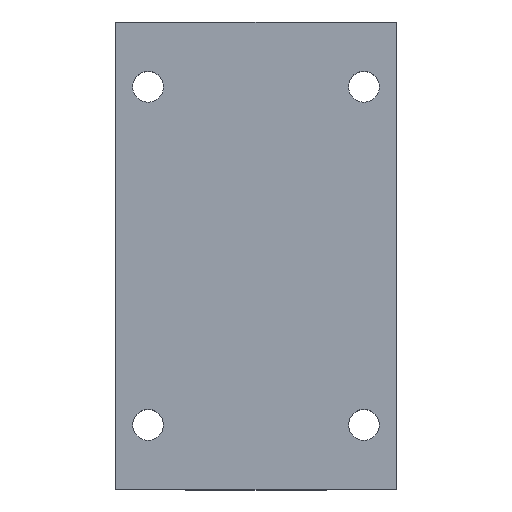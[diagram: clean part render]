
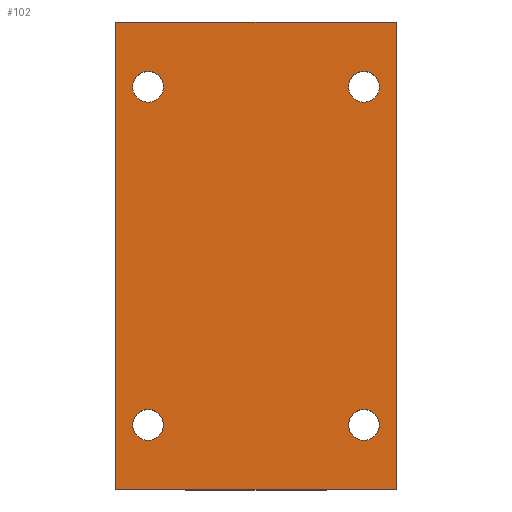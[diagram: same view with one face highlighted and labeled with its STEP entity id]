
A CAD part, top view. The second image highlights one B-rep face of the part: STEP entity #102.
In plain terms, the highlighted planar face has unit normal (0, 0, 1).
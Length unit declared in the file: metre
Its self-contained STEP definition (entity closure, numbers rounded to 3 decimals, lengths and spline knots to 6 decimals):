
#102 = ADVANCED_FACE( '', ( #221, #222, #223, #224, #225 ), #226, .T. );
#221 = FACE_BOUND( '', #352, .T. );
#222 = FACE_BOUND( '', #353, .T. );
#223 = FACE_BOUND( '', #354, .T. );
#224 = FACE_BOUND( '', #355, .T. );
#225 = FACE_OUTER_BOUND( '', #356, .T. );
#226 = PLANE( '', #357 );
#352 = EDGE_LOOP( '', ( #597 ) );
#353 = EDGE_LOOP( '', ( #598 ) );
#354 = EDGE_LOOP( '', ( #599 ) );
#355 = EDGE_LOOP( '', ( #600 ) );
#356 = EDGE_LOOP( '', ( #601, #602, #603, #604 ) );
#357 = AXIS2_PLACEMENT_3D( '', #605, #606, #607 );
#597 = ORIENTED_EDGE( '', *, *, #775, .F. );
#598 = ORIENTED_EDGE( '', *, *, #700, .F. );
#599 = ORIENTED_EDGE( '', *, *, #764, .F. );
#600 = ORIENTED_EDGE( '', *, *, #796, .F. );
#601 = ORIENTED_EDGE( '', *, *, #704, .F. );
#602 = ORIENTED_EDGE( '', *, *, #716, .F. );
#603 = ORIENTED_EDGE( '', *, *, #758, .T. );
#604 = ORIENTED_EDGE( '', *, *, #797, .T. );
#605 = CARTESIAN_POINT( '', ( -0.039, -0.065, 0.029 ) );
#606 = DIRECTION( '', ( 0., 0., 1. ) );
#607 = DIRECTION( '', ( 1., 0., 0. ) );
#700 = EDGE_CURVE( '', #817, #817, #818, .T. );
#704 = EDGE_CURVE( '', #823, #825, #826, .T. );
#716 = EDGE_CURVE( '', #846, #823, #848, .T. );
#758 = EDGE_CURVE( '', #846, #912, #914, .T. );
#764 = EDGE_CURVE( '', #923, #923, #924, .T. );
#775 = EDGE_CURVE( '', #941, #941, #942, .T. );
#796 = EDGE_CURVE( '', #969, #969, #970, .T. );
#797 = EDGE_CURVE( '', #912, #825, #971, .T. );
#817 = VERTEX_POINT( '', #993 );
#818 = CIRCLE( '', #994, 0.0043 );
#823 = VERTEX_POINT( '', #999 );
#825 = VERTEX_POINT( '', #1002 );
#826 = LINE( '', #1003, #1004 );
#846 = VERTEX_POINT( '', #1033 );
#848 = LINE( '', #1036, #1037 );
#912 = VERTEX_POINT( '', #1125 );
#914 = LINE( '', #1128, #1129 );
#923 = VERTEX_POINT( '', #1138 );
#924 = CIRCLE( '', #1139, 0.0043 );
#941 = VERTEX_POINT( '', #1162 );
#942 = CIRCLE( '', #1163, 0.0043 );
#969 = VERTEX_POINT( '', #1252 );
#970 = CIRCLE( '', #1253, 0.0043 );
#971 = LINE( '', #1254, #1255 );
#993 = CARTESIAN_POINT( '', ( -0.0257, -0.047, 0.029 ) );
#994 = AXIS2_PLACEMENT_3D( '', #1280, #1281, #1282 );
#999 = CARTESIAN_POINT( '', ( -0.039, 0.065, 0.029 ) );
#1002 = CARTESIAN_POINT( '', ( 0.039, 0.065, 0.029 ) );
#1003 = CARTESIAN_POINT( '', ( -0.039, 0.065, 0.029 ) );
#1004 = VECTOR( '', #1287, 1. );
#1033 = CARTESIAN_POINT( '', ( -0.039, -0.065, 0.029 ) );
#1036 = CARTESIAN_POINT( '', ( -0.039, -0.065, 0.029 ) );
#1037 = VECTOR( '', #1298, 1. );
#1125 = CARTESIAN_POINT( '', ( 0.039, -0.065, 0.029 ) );
#1128 = CARTESIAN_POINT( '', ( -0.039, -0.065, 0.029 ) );
#1129 = VECTOR( '', #1348, 1. );
#1138 = CARTESIAN_POINT( '', ( 0.0343, -0.047, 0.029 ) );
#1139 = AXIS2_PLACEMENT_3D( '', #1358, #1359, #1360 );
#1162 = CARTESIAN_POINT( '', ( -0.0257, 0.047, 0.029 ) );
#1163 = AXIS2_PLACEMENT_3D( '', #1370, #1371, #1372 );
#1252 = CARTESIAN_POINT( '', ( 0.0343, 0.047, 0.029 ) );
#1253 = AXIS2_PLACEMENT_3D( '', #1391, #1392, #1393 );
#1254 = CARTESIAN_POINT( '', ( 0.039, -0.065, 0.029 ) );
#1255 = VECTOR( '', #1394, 1. );
#1280 = CARTESIAN_POINT( '', ( -0.03, -0.047, 0.029 ) );
#1281 = DIRECTION( '', ( 0., 0., 1. ) );
#1282 = DIRECTION( '', ( 1., 0., 0. ) );
#1287 = DIRECTION( '', ( 1., 0., 0. ) );
#1298 = DIRECTION( '', ( 0., 1., 0. ) );
#1348 = DIRECTION( '', ( 1., 0., 0. ) );
#1358 = CARTESIAN_POINT( '', ( 0.03, -0.047, 0.029 ) );
#1359 = DIRECTION( '', ( 0., 0., 1. ) );
#1360 = DIRECTION( '', ( 1., 0., 0. ) );
#1370 = CARTESIAN_POINT( '', ( -0.03, 0.047, 0.029 ) );
#1371 = DIRECTION( '', ( 0., 0., 1. ) );
#1372 = DIRECTION( '', ( 1., 0., 0. ) );
#1391 = CARTESIAN_POINT( '', ( 0.03, 0.047, 0.029 ) );
#1392 = DIRECTION( '', ( 0., 0., 1. ) );
#1393 = DIRECTION( '', ( 1., 0., 0. ) );
#1394 = DIRECTION( '', ( 0., 1., 0. ) );
